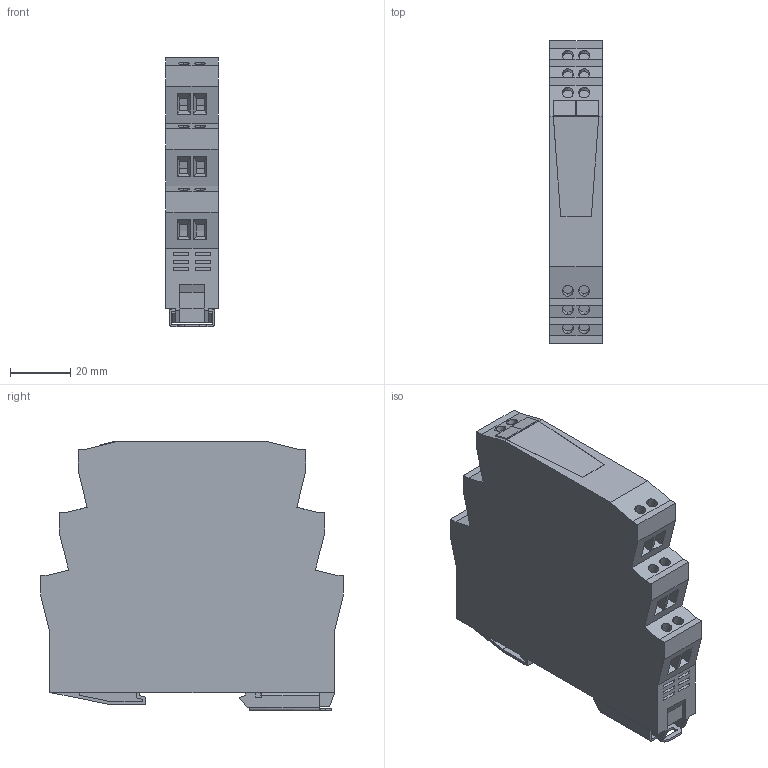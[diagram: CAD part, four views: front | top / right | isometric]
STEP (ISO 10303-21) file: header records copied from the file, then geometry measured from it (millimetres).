
FILE_DESCRIPTION(('CATIA V5R24 STEP','CAx-IF Rec.Pracs.--- Model Styling and Organization---1.2---2011-12-15'),'2;1');
FILE_NAME ('13118731_2', '2018-06-13T12:12:12+00:00', ('Weidmueller Interface'), ('Weidmueller'), 'CATIA Version 5-6 Release 2014 SP4', 'CATIA V5 STEP AP214', 'none');
FILE_SCHEMA(('AUTOMOTIVE_DESIGN { 1 0 10303 214 1 1 1 1 }'));
Length unit declared in the file: millimetre
Products named in the file (1): 7760054180
Bounding box: 17.5 x 100 x 89.29 mm (x, y, z)
Volume: 126410.2 mm3; surface area: 27000.2 mm2
Topology: 5 solids, 5 shells, 470 faces, 1260 edges, 843 vertices
Faces by surface type: plane 412, cylinder 50, extrusion 8
Entity records: 14240 total; most frequent: CARTESIAN_POINT 2752, ORIENTED_EDGE 2520, DIRECTION 1775, EDGE_CURVE 1260, VECTOR 1140, LINE 1132, VERTEX_POINT 843, EDGE_LOOP 515
